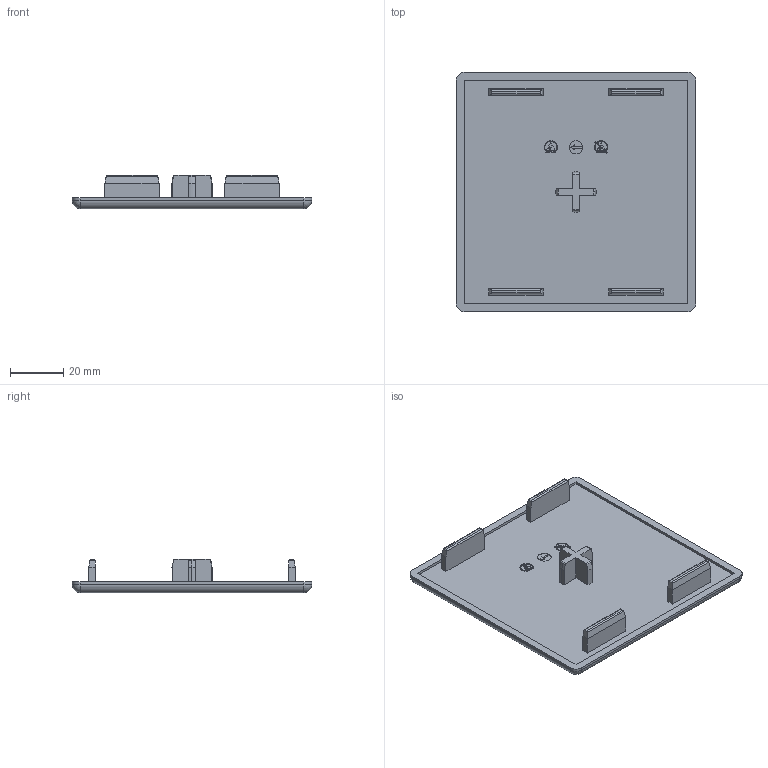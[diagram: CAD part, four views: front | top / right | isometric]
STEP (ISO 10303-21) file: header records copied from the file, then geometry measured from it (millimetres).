
FILE_DESCRIPTION (( 'STEP AP203' ), '1' );
FILE_NAME ('091207S04.step', '2015-12-15T10:27:59', ( '' ), ( '' ), 'SwSTEP 2.0', 'SolidWorks 2015', '' );
FILE_SCHEMA (( 'CONFIG_CONTROL_DESIGN' ));
Length unit declared in the file: millimetre
Products named in the file (1): 091207S04
Bounding box: 90 x 90 x 12.5 mm (x, y, z)
Volume: 27042.3 mm3; surface area: 19692.6 mm2
Topology: 1 solids, 1 shells, 322 faces, 875 edges, 571 vertices
Faces by surface type: plane 261, cylinder 43, torus 5, cone 5, sphere 4, bspline 4
Entity records: 10062 total; most frequent: CARTESIAN_POINT 1953, ORIENTED_EDGE 1742, DIRECTION 1527, EDGE_CURVE 871, LINE 757, VECTOR 757, VERTEX_POINT 571, AXIS2_PLACEMENT_3D 385
